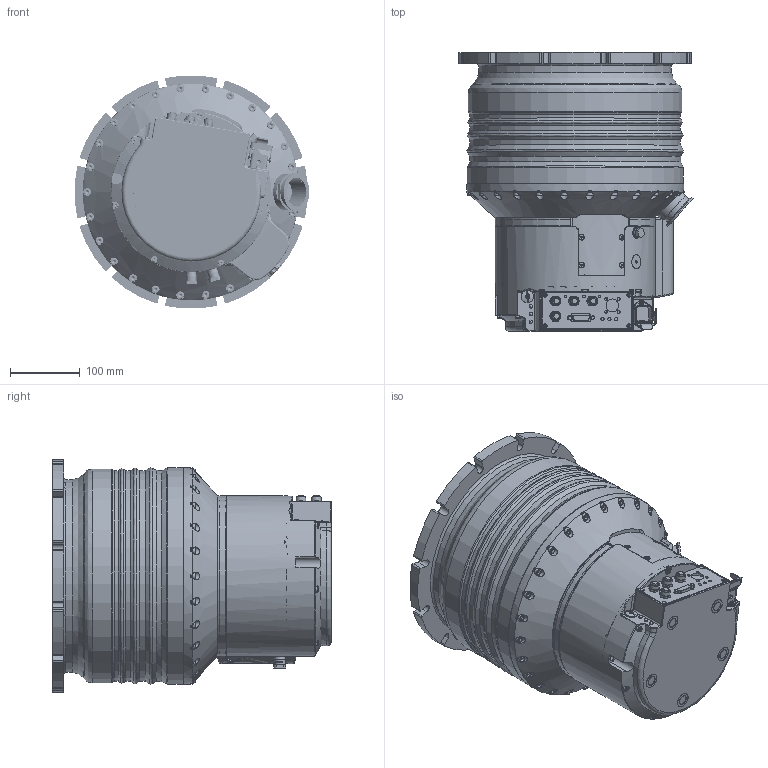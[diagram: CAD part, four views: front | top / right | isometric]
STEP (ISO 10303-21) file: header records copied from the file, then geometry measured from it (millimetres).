
FILE_DESCRIPTION((''),'2;1');
FILE_NAME('PM902124A.stp','2009-04-06T14:31:02',('marxmankel'),(''),'Autodesk Inventor 11','Autodesk Inventor 11','');
FILE_SCHEMA(('AUTOMOTIVE_DESIGN { 1 0 10303 214 1 1 1 1 }'));
Length unit declared in the file: millimetre
Products named in the file (1): PM902124A
Bounding box: 336.58 x 400 x 334.13 mm (x, y, z)
Volume: 21761592.5 mm3; surface area: 827210.3 mm2
Topology: 99 solids, 99 shells, 3349 faces, 8385 edges, 5500 vertices
Faces by surface type: plane 1556, cylinder 1020, bspline 414, cone 254, torus 91, sphere 14
Full cylindrical faces by diameter (mm): 0.5 x1, 0.507 x1, 0.95 x1, 1.05 x1, 2.5 x4, 2.7 x4, 2.874 x2, 3 x5, 3.2 x2, 3.242 x2, 3.5 x3, 3.8 x1, 3.838 x3, 4 x16, 4.3 x7, 4.5 x20, 4.7 x1, 4.8 x5, 4.9 x3, 5 x5, 6 x32, 6.4 x25, 6.6 x22, 7 x12, 7.5 x3, 7.53 x4, 7.8 x4, 8 x9, 8.05 x2, 8.1 x2
Entity records: 154938 total; most frequent: CARTESIAN_POINT 81236, ORIENTED_EDGE 14844, DIRECTION 14357, EDGE_CURVE 7422, AXIS2_PLACEMENT_3D 5403, VERTEX_POINT 5172, EDGE_LOOP 4436, VECTOR 3551
